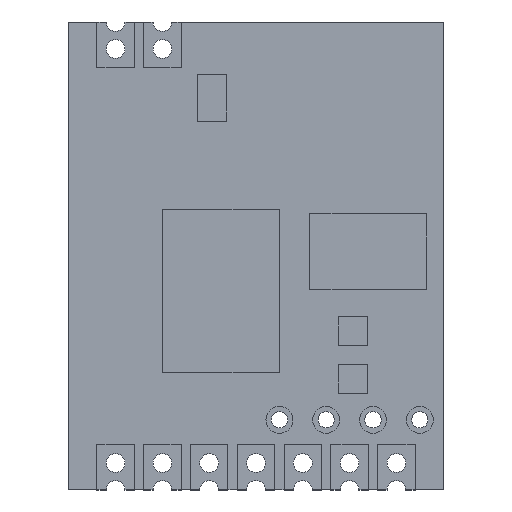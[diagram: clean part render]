
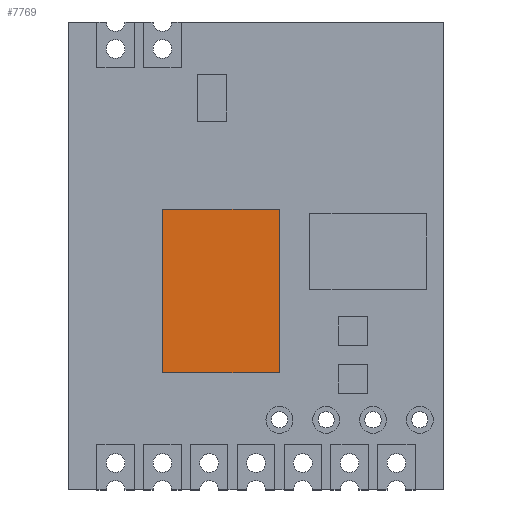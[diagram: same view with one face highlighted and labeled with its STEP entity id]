
A CAD part, top view. The second image highlights one B-rep face of the part: STEP entity #7769.
In plain terms, the highlighted planar face has unit normal (0, 0, 1).
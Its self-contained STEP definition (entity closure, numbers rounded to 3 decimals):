
#273 = VERTEX_POINT ( 'NONE', #5632 ) ;
#643 = VERTEX_POINT ( 'NONE', #5874 ) ;
#823 = FACE_OUTER_BOUND ( 'NONE', #6246, .T. ) ;
#1037 = ORIENTED_EDGE ( 'NONE', *, *, #4671, .F. ) ;
#1726 = LINE ( 'NONE', #3287, #5557 ) ;
#1915 = VECTOR ( 'NONE', #3492, 1000. ) ;
#2064 = AXIS2_PLACEMENT_3D ( 'NONE', #4574, #7454, #6517 ) ;
#2646 = CARTESIAN_POINT ( 'NONE',  ( -4., -5., 1.9 ) ) ;
#2994 = CARTESIAN_POINT ( 'NONE',  ( 1., 2., 1.9 ) ) ;
#3008 = DIRECTION ( 'NONE',  ( 1., 0., 0. ) ) ;
#3287 = CARTESIAN_POINT ( 'NONE',  ( -4., 2., 1.9 ) ) ;
#3492 = DIRECTION ( 'NONE',  ( 0., -1., 0. ) ) ;
#4319 = LINE ( 'NONE', #2646, #4377 ) ;
#4320 = ORIENTED_EDGE ( 'NONE', *, *, #6952, .F. ) ;
#4377 = VECTOR ( 'NONE', #6866, 1000. ) ;
#4421 = EDGE_CURVE ( 'NONE', #643, #4745, #4319, .T. ) ;
#4574 = CARTESIAN_POINT ( 'NONE',  ( -1.5, -1.5, 1.9 ) ) ;
#4671 = EDGE_CURVE ( 'NONE', #7077, #273, #6810, .T. ) ;
#4683 = EDGE_CURVE ( 'NONE', #4745, #7077, #1726, .T. ) ;
#4716 = DIRECTION ( 'NONE',  ( 0., 1., 0. ) ) ;
#4745 = VERTEX_POINT ( 'NONE', #5641 ) ;
#4894 = LINE ( 'NONE', #7008, #1915 ) ;
#5557 = VECTOR ( 'NONE', #4716, 1000. ) ;
#5632 = CARTESIAN_POINT ( 'NONE',  ( 1., 2., 1.9 ) ) ;
#5641 = CARTESIAN_POINT ( 'NONE',  ( -4., -5., 1.9 ) ) ;
#5721 = ORIENTED_EDGE ( 'NONE', *, *, #4421, .F. ) ;
#5874 = CARTESIAN_POINT ( 'NONE',  ( 1., -5., 1.9 ) ) ;
#6246 = EDGE_LOOP ( 'NONE', ( #1037, #6761, #5721, #4320 ) ) ;
#6517 = DIRECTION ( 'NONE',  ( 1., 0., 0. ) ) ;
#6761 = ORIENTED_EDGE ( 'NONE', *, *, #4683, .F. ) ;
#6810 = LINE ( 'NONE', #2994, #7387 ) ;
#6866 = DIRECTION ( 'NONE',  ( -1., 0., 0. ) ) ;
#6930 = PLANE ( 'NONE',  #2064 ) ;
#6938 = CARTESIAN_POINT ( 'NONE',  ( -4., 2., 1.9 ) ) ;
#6952 = EDGE_CURVE ( 'NONE', #273, #643, #4894, .T. ) ;
#7008 = CARTESIAN_POINT ( 'NONE',  ( 1., -5., 1.9 ) ) ;
#7077 = VERTEX_POINT ( 'NONE', #6938 ) ;
#7387 = VECTOR ( 'NONE', #3008, 1000. ) ;
#7454 = DIRECTION ( 'NONE',  ( 0., 0., 1. ) ) ;
#7769 = ADVANCED_FACE ( 'NONE', ( #823 ), #6930, .T. ) ;
